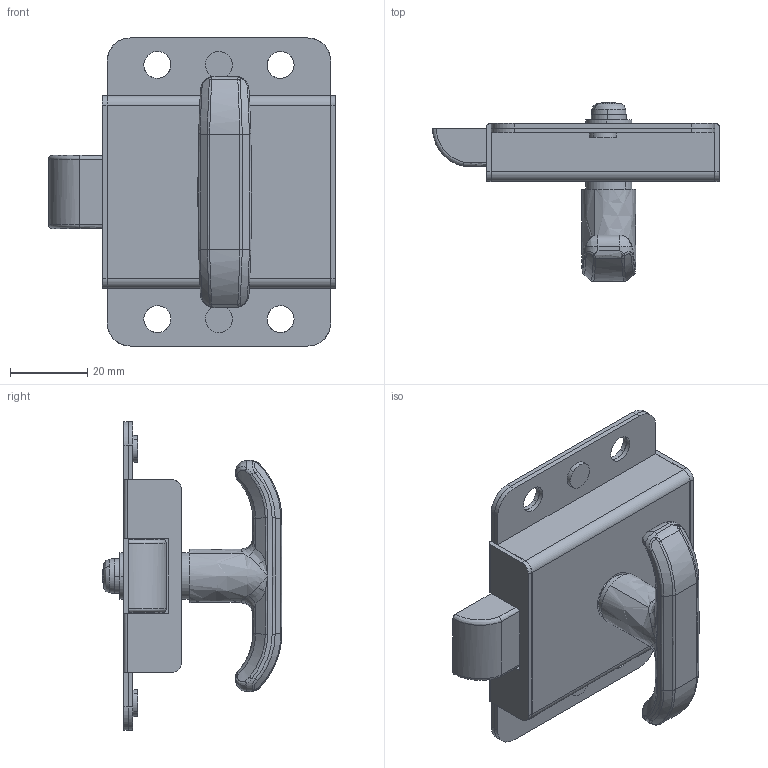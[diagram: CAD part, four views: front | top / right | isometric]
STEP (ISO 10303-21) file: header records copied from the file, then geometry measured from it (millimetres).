
FILE_DESCRIPTION((''),'2;1');
FILE_NAME('','2006-01-17T11:04:40',(''),(''),'','CADfix','');
FILE_SCHEMA(('AUTOMOTIVE_DESIGN'));
Length unit declared in the file: millimetre
Products named in the file (7): latch; rivet; screw; handle; cover; base; THA_299_2_27634_36
Assembly tree (7 placements, depth 2):
  THA_299_2_27634_36
    latch
    rivet  x2
    screw
    handle
    cover
    base
Bounding box: 74.5 x 46.56 x 80 mm (x, y, z)
Volume: 40461.5 mm3; surface area: 35047.3 mm2
Topology: 7 solids, 7 shells, 303 faces, 987 edges, 696 vertices
Faces by surface type: bspline 303
Entity records: 17447 total; most frequent: CARTESIAN_POINT 11802, ORIENTED_EDGE 1866, EDGE_CURVE 933, VERTEX_POINT 660, B_SPLINE_CURVE_WITH_KNOTS 586, EDGE_LOOP 337, QUASI_UNIFORM_CURVE 327, FACE_OUTER_BOUND 293
